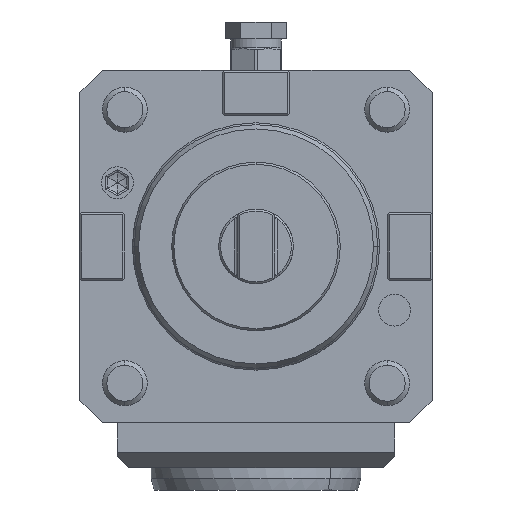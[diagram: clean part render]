
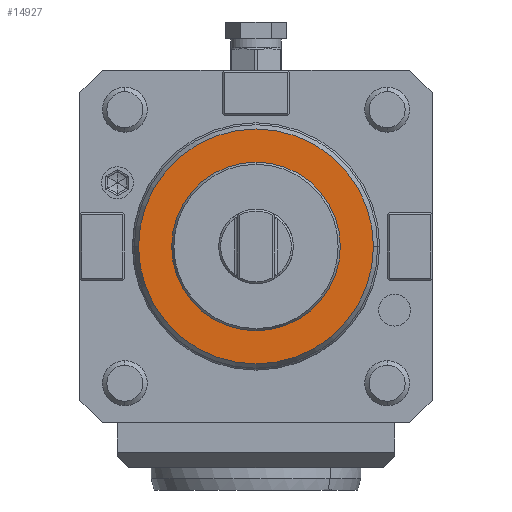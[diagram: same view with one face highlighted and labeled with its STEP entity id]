
A CAD part, front view. The second image highlights one B-rep face of the part: STEP entity #14927.
In plain terms, the highlighted planar face has unit normal (0, -1, 0).
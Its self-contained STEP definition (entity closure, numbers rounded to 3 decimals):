
#766=CARTESIAN_POINT('',(0.,-112.,0.));
#767=DIRECTION('',(0.,1.,0.));
#768=DIRECTION('',(-1.,0.,0.));
#769=AXIS2_PLACEMENT_3D('',#766,#767,#768);
#771=CARTESIAN_POINT('',(0.,-112.,0.));
#772=DIRECTION('',(0.,1.,0.));
#773=DIRECTION('',(1.,0.,0.));
#774=AXIS2_PLACEMENT_3D('',#771,#772,#773);
#785=CARTESIAN_POINT('',(0.,-112.,0.));
#786=DIRECTION('',(0.,-1.,0.));
#787=DIRECTION('',(0.,0.,-1.));
#788=AXIS2_PLACEMENT_3D('',#785,#786,#787);
#817=CARTESIAN_POINT('',(0.,-112.,0.));
#818=DIRECTION('',(0.,1.,0.));
#819=DIRECTION('',(0.,0.,-1.));
#820=AXIS2_PLACEMENT_3D('',#817,#818,#819);
#12515=CARTESIAN_POINT('',(0.,-112.,-22.5));
#12516=CARTESIAN_POINT('',(0.,-112.,22.5));
#12517=VERTEX_POINT('',#12515);
#12518=VERTEX_POINT('',#12516);
#12539=CARTESIAN_POINT('',(-31.345,-112.,0.));
#12540=CARTESIAN_POINT('',(31.345,-112.,0.));
#12541=VERTEX_POINT('',#12539);
#12542=VERTEX_POINT('',#12540);
#14912=CARTESIAN_POINT('',(0.,-112.,0.));
#14913=DIRECTION('',(0.,1.,0.));
#14914=DIRECTION('',(0.,0.,-1.));
#14915=AXIS2_PLACEMENT_3D('',#14912,#14913,#14914);
#14916=PLANE('',#14915);
#14917=ORIENTED_EDGE('',*,*,#14879,.T.);
#14918=ORIENTED_EDGE('',*,*,#14894,.T.);
#14919=EDGE_LOOP('',(#14917,#14918));
#14920=FACE_OUTER_BOUND('',#14919,.F.);
#14922=ORIENTED_EDGE('',*,*,#14921,.T.);
#14924=ORIENTED_EDGE('',*,*,#14923,.F.);
#14925=EDGE_LOOP('',(#14922,#14924));
#14926=FACE_BOUND('',#14925,.F.);
#770=CIRCLE('',#769,31.345);
#775=CIRCLE('',#774,31.345);
#789=CIRCLE('',#788,22.5);
#821=CIRCLE('',#820,22.5);
#14879=EDGE_CURVE('',#12541,#12542,#770,.T.);
#14894=EDGE_CURVE('',#12542,#12541,#775,.T.);
#14921=EDGE_CURVE('',#12517,#12518,#789,.T.);
#14923=EDGE_CURVE('',#12517,#12518,#821,.T.);
#14927=ADVANCED_FACE('',(#14920,#14926),#14916,.F.);
